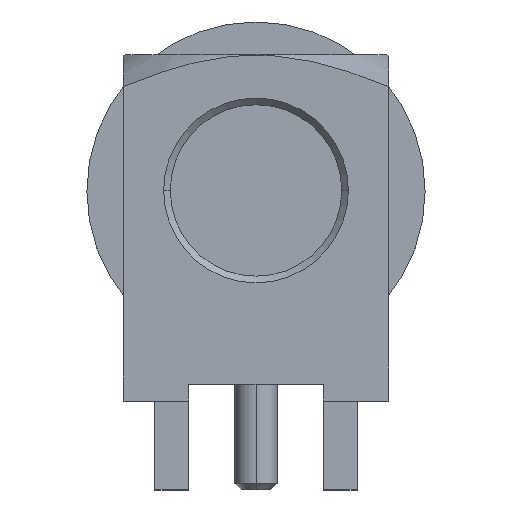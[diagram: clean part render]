
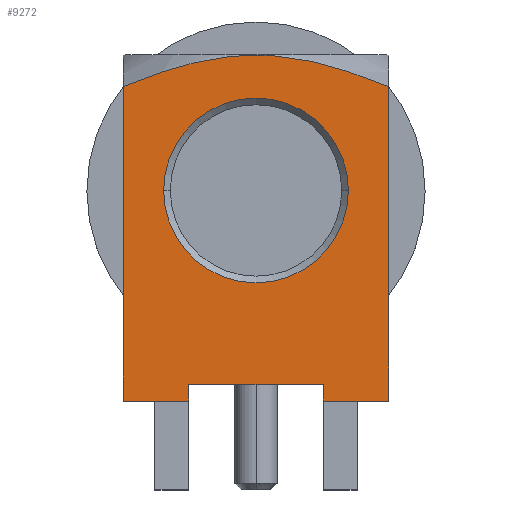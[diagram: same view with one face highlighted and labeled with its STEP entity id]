
A CAD part, top view. The second image highlights one B-rep face of the part: STEP entity #9272.
In plain terms, the highlighted planar face has unit normal (0, 0, 1).
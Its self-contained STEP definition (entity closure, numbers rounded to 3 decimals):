
#14=CARTESIAN_POINT('',(-4.,13.423,4.));
#117=DIRECTION('',(0.,1.,0.));
#118=VECTOR('',#117,9.479);
#119=CARTESIAN_POINT('',(4.,3.94,4.));
#120=LINE('',#119,#118);
#309=CARTESIAN_POINT('',(4.,13.419,4.));
#310=CARTESIAN_POINT('',(3.836,13.486,4.));
#311=CARTESIAN_POINT('',(3.522,13.611,4.));
#312=CARTESIAN_POINT('',(3.097,13.767,4.));
#313=CARTESIAN_POINT('',(2.706,13.899,4.));
#314=CARTESIAN_POINT('',(2.337,14.013,4.));
#315=CARTESIAN_POINT('',(1.986,14.109,4.));
#316=CARTESIAN_POINT('',(1.645,14.191,4.));
#317=CARTESIAN_POINT('',(1.312,14.258,4.));
#318=CARTESIAN_POINT('',(0.982,14.31,4.));
#319=CARTESIAN_POINT('',(0.654,14.349,4.));
#320=CARTESIAN_POINT('',(0.326,14.372,4.));
#321=CARTESIAN_POINT('',(-0.002,14.38,4.));
#322=CARTESIAN_POINT('',(-0.33,14.372,4.));
#323=CARTESIAN_POINT('',(-0.657,14.349,4.));
#324=CARTESIAN_POINT('',(-0.986,14.311,4.));
#325=CARTESIAN_POINT('',(-1.315,14.259,4.));
#326=CARTESIAN_POINT('',(-1.649,14.192,4.));
#327=CARTESIAN_POINT('',(-1.989,14.111,4.));
#328=CARTESIAN_POINT('',(-2.34,14.015,4.));
#329=CARTESIAN_POINT('',(-2.708,13.902,4.));
#330=CARTESIAN_POINT('',(-3.099,13.769,4.));
#331=CARTESIAN_POINT('',(-3.523,13.614,4.));
#332=CARTESIAN_POINT('',(-3.836,13.49,4.));
#333=CARTESIAN_POINT('',(-4.,13.423,4.));
#335=DIRECTION('',(1.,0.,0.));
#336=VECTOR('',#335,1.97);
#337=CARTESIAN_POINT('',(2.03,3.94,4.));
#338=LINE('',#337,#336);
#339=DIRECTION('',(0.,1.,0.));
#340=VECTOR('',#339,0.5);
#341=CARTESIAN_POINT('',(2.03,3.94,4.));
#342=LINE('',#341,#340);
#343=DIRECTION('',(1.,0.,0.));
#344=VECTOR('',#343,4.06);
#345=CARTESIAN_POINT('',(-2.03,4.44,4.));
#346=LINE('',#345,#344);
#347=DIRECTION('',(0.,1.,0.));
#348=VECTOR('',#347,0.5);
#349=CARTESIAN_POINT('',(-2.03,3.94,4.));
#350=LINE('',#349,#348);
#351=DIRECTION('',(1.,0.,0.));
#352=VECTOR('',#351,1.97);
#353=CARTESIAN_POINT('',(-4.,3.94,4.));
#354=LINE('',#353,#352);
#355=DIRECTION('',(0.,1.,0.));
#356=VECTOR('',#355,9.483);
#357=CARTESIAN_POINT('',(-4.,3.94,4.));
#358=LINE('',#357,#356);
#359=CARTESIAN_POINT('',(0.,10.29,4.));
#360=DIRECTION('',(0.,0.,-1.));
#361=DIRECTION('',(1.,0.,0.));
#362=AXIS2_PLACEMENT_3D('',#359,#360,#361);
#364=CARTESIAN_POINT('',(0.,10.29,4.));
#365=DIRECTION('',(0.,0.,-1.));
#366=DIRECTION('',(-1.,0.,0.));
#367=AXIS2_PLACEMENT_3D('',#364,#365,#366);
#8226=CARTESIAN_POINT('',(-2.03,4.44,4.));
#8227=CARTESIAN_POINT('',(2.03,4.44,4.));
#8228=VERTEX_POINT('',#8226);
#8229=VERTEX_POINT('',#8227);
#8251=CARTESIAN_POINT('',(-4.,3.94,4.));
#8253=VERTEX_POINT('',#8251);
#8254=CARTESIAN_POINT('',(-2.03,3.94,4.));
#8255=VERTEX_POINT('',#8254);
#8256=CARTESIAN_POINT('',(2.03,3.94,4.));
#8257=CARTESIAN_POINT('',(4.,3.94,4.));
#8258=VERTEX_POINT('',#8256);
#8259=VERTEX_POINT('',#8257);
#8294=VERTEX_POINT('',#14);
#8298=VERTEX_POINT('',#309);
#8310=CARTESIAN_POINT('',(2.785,10.29,4.));
#8311=CARTESIAN_POINT('',(-2.785,10.29,4.));
#8312=VERTEX_POINT('',#8310);
#8313=VERTEX_POINT('',#8311);
#9249=CARTESIAN_POINT('',(-4.,0.,4.));
#9250=DIRECTION('',(0.,0.,1.));
#9251=DIRECTION('',(1.,0.,0.));
#9252=AXIS2_PLACEMENT_3D('',#9249,#9250,#9251);
#9253=PLANE('',#9252);
#9254=ORIENTED_EDGE('',*,*,#8996,.F.);
#9255=ORIENTED_EDGE('',*,*,#9023,.F.);
#9257=ORIENTED_EDGE('',*,*,#9256,.F.);
#9259=ORIENTED_EDGE('',*,*,#9258,.T.);
#9260=ORIENTED_EDGE('',*,*,#9134,.F.);
#9261=ORIENTED_EDGE('',*,*,#9200,.F.);
#9262=ORIENTED_EDGE('',*,*,#9240,.F.);
#9263=ORIENTED_EDGE('',*,*,#8970,.T.);
#9264=EDGE_LOOP('',(#9254,#9255,#9257,#9259,#9260,#9261,#9262,#9263));
#9265=FACE_OUTER_BOUND('',#9264,.F.);
#9267=ORIENTED_EDGE('',*,*,#9266,.F.);
#9269=ORIENTED_EDGE('',*,*,#9268,.F.);
#9270=EDGE_LOOP('',(#9267,#9269));
#9271=FACE_BOUND('',#9270,.F.);
#9272=ADVANCED_FACE('',(#9265,#9271),#9253,.T.);
#334=B_SPLINE_CURVE_WITH_KNOTS('',3,(#309,#310,#311,#312,#313,#314,#315,#316,
#317,#318,#319,#320,#321,#322,#323,#324,#325,#326,#327,#328,#329,#330,#331,#332,
#333),.UNSPECIFIED.,.F.,.F.,(4,1,1,1,1,1,1,1,1,1,1,1,1,1,1,1,1,1,1,1,1,1,4),(
0.,0.045,0.091,0.136,0.182,
0.227,0.273,0.318,0.364,
0.409,0.455,0.5,0.545,0.591,
0.636,0.682,0.727,0.773,
0.818,0.864,0.909,0.955,1.),
.UNSPECIFIED.);
#363=CIRCLE('',#362,2.785);
#368=CIRCLE('',#367,2.785);
#8970=EDGE_CURVE('',#8253,#8294,#358,.T.);
#8996=EDGE_CURVE('',#8298,#8294,#334,.T.);
#9023=EDGE_CURVE('',#8259,#8298,#120,.T.);
#9134=EDGE_CURVE('',#8228,#8229,#346,.T.);
#9200=EDGE_CURVE('',#8255,#8228,#350,.T.);
#9240=EDGE_CURVE('',#8253,#8255,#354,.T.);
#9256=EDGE_CURVE('',#8258,#8259,#338,.T.);
#9258=EDGE_CURVE('',#8258,#8229,#342,.T.);
#9266=EDGE_CURVE('',#8312,#8313,#363,.T.);
#9268=EDGE_CURVE('',#8313,#8312,#368,.T.);
